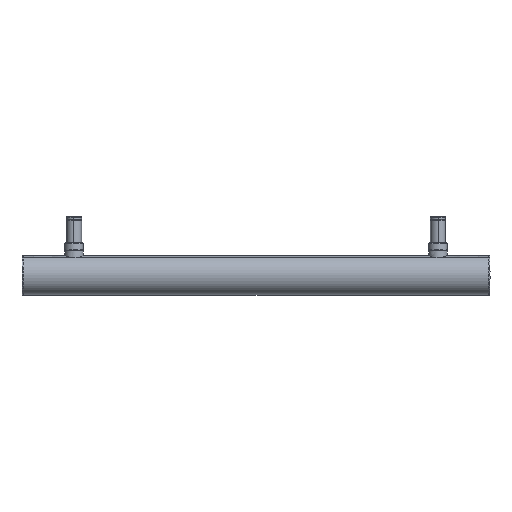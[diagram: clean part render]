
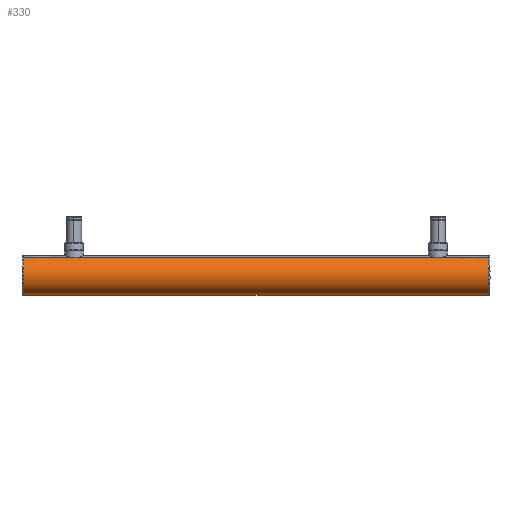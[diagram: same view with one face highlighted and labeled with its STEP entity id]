
A CAD part, front view. The second image highlights one B-rep face of the part: STEP entity #330.
In plain terms, the highlighted free-form (B-spline) face has degree [2, 1] with [11, 2] control points.
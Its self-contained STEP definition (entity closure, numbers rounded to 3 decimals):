
#97=(
BOUNDED_CURVE()
B_SPLINE_CURVE(1,(#3495,#3496),.UNSPECIFIED.,.F.,.F.)
B_SPLINE_CURVE_WITH_KNOTS((2,2),(0.,588.),.UNSPECIFIED.)
CURVE()
GEOMETRIC_REPRESENTATION_ITEM()
RATIONAL_B_SPLINE_CURVE((1.,1.))
REPRESENTATION_ITEM('')
);
#98=(
BOUNDED_CURVE()
B_SPLINE_CURVE(1,(#3497,#3498),.UNSPECIFIED.,.F.,.F.)
B_SPLINE_CURVE_WITH_KNOTS((2,2),(0.,588.),.UNSPECIFIED.)
CURVE()
GEOMETRIC_REPRESENTATION_ITEM()
RATIONAL_B_SPLINE_CURVE((1.,1.))
REPRESENTATION_ITEM('')
);
#113=(
BOUNDED_CURVE()
B_SPLINE_CURVE(2,(#3532,#3533,#3534,#3535,#3536,#3537,#3538,#3539,#3540,
#3541,#3542),.UNSPECIFIED.,.F.,.F.)
B_SPLINE_CURVE_WITH_KNOTS((3,2,2,2,2,3),(261.289,281.049,
300.809,320.569,340.329,366.259),
 .UNSPECIFIED.)
CURVE()
GEOMETRIC_REPRESENTATION_ITEM()
RATIONAL_B_SPLINE_CURVE((1.,0.923,1.,0.923,1.,0.923,
1.,0.923,1.,0.869,1.))
REPRESENTATION_ITEM('')
);
#117=(
BOUNDED_CURVE()
B_SPLINE_CURVE(2,(#3552,#3553,#3554,#3555,#3556,#3557,#3558,#3559,#3560,
#3561,#3562),.UNSPECIFIED.,.F.,.F.)
B_SPLINE_CURVE_WITH_KNOTS((3,2,2,2,2,3),(261.289,281.049,
300.809,320.569,340.329,366.259),
 .UNSPECIFIED.)
CURVE()
GEOMETRIC_REPRESENTATION_ITEM()
RATIONAL_B_SPLINE_CURVE((1.,0.923,1.,0.923,1.,0.923,
1.,0.923,1.,0.869,1.))
REPRESENTATION_ITEM('')
);
#217=(
BOUNDED_SURFACE()
B_SPLINE_SURFACE(2,1,((#2522,#2523),(#2524,#2525),(#2526,#2527),(#2528,
#2529),(#2530,#2531),(#2532,#2533),(#2534,#2535),(#2536,#2537),(#2538,#2539),
(#2540,#2541),(#2542,#2543)),.UNSPECIFIED.,.F.,.F.,.F.)
B_SPLINE_SURFACE_WITH_KNOTS((3,2,2,2,2,3),(2,2),(100.841,120.601,
140.361,160.121,179.881,205.811),(0.,
588.),.UNSPECIFIED.)
GEOMETRIC_REPRESENTATION_ITEM()
RATIONAL_B_SPLINE_SURFACE(((1.,1.),(0.923,0.923),
(1.,1.),(0.923,0.923),(1.,1.),(0.923,
0.923),(1.,1.),(0.923,0.923),(1.,1.),
(0.869,0.869),(1.,1.)))
REPRESENTATION_ITEM('')
SURFACE()
);
#330=ADVANCED_FACE('',(#424),#217,.T.);
#424=FACE_OUTER_BOUND('',#524,.T.);
#524=EDGE_LOOP('',(#802,#803,#804,#805));
#802=ORIENTED_EDGE('',*,*,#1120,.T.);
#803=ORIENTED_EDGE('',*,*,#1104,.T.);
#804=ORIENTED_EDGE('',*,*,#1124,.F.);
#805=ORIENTED_EDGE('',*,*,#1105,.F.);
#1104=EDGE_CURVE('',#1324,#1289,#97,.T.);
#1105=EDGE_CURVE('',#1323,#1330,#98,.T.);
#1120=EDGE_CURVE('',#1323,#1324,#113,.T.);
#1124=EDGE_CURVE('',#1330,#1289,#117,.T.);
#1289=VERTEX_POINT('',#2942);
#1323=VERTEX_POINT('',#2976);
#1324=VERTEX_POINT('',#2977);
#1330=VERTEX_POINT('',#2983);
#2522=CARTESIAN_POINT('',(294.,25.,-24.425));
#2523=CARTESIAN_POINT('',(-294.,25.,-24.425));
#2524=CARTESIAN_POINT('',(294.,25.104,-34.853));
#2525=CARTESIAN_POINT('',(-294.,25.104,-34.853));
#2526=CARTESIAN_POINT('',(294.,17.767,-42.264));
#2527=CARTESIAN_POINT('',(-294.,17.767,-42.264));
#2528=CARTESIAN_POINT('',(294.,10.43,-49.675));
#2529=CARTESIAN_POINT('',(-294.,10.43,-49.675));
#2530=CARTESIAN_POINT('',(294.,0.001,-49.675));
#2531=CARTESIAN_POINT('',(-294.,0.001,-49.675));
#2532=CARTESIAN_POINT('',(294.,-10.427,-49.675));
#2533=CARTESIAN_POINT('',(-294.,-10.427,-49.675));
#2534=CARTESIAN_POINT('',(294.,-17.764,-42.264));
#2535=CARTESIAN_POINT('',(-294.,-17.764,-42.264));
#2536=CARTESIAN_POINT('',(294.,-25.102,-34.853));
#2537=CARTESIAN_POINT('',(-294.,-25.102,-34.853));
#2538=CARTESIAN_POINT('',(294.,-24.997,-24.425));
#2539=CARTESIAN_POINT('',(-294.,-24.997,-24.425));
#2540=CARTESIAN_POINT('',(294.,-24.855,-10.158));
#2541=CARTESIAN_POINT('',(-294.,-24.855,-10.158));
#2542=CARTESIAN_POINT('',(294.,-12.499,-3.024));
#2543=CARTESIAN_POINT('',(-294.,-12.499,-3.024));
#2942=CARTESIAN_POINT('',(-294.,-12.499,-3.024));
#2976=CARTESIAN_POINT('',(294.,25.,-24.425));
#2977=CARTESIAN_POINT('',(294.,-12.499,-3.024));
#2983=CARTESIAN_POINT('',(-294.,25.,-24.425));
#3495=CARTESIAN_POINT('',(294.,-12.499,-3.024));
#3496=CARTESIAN_POINT('',(-294.,-12.499,-3.024));
#3497=CARTESIAN_POINT('',(294.,25.,-24.425));
#3498=CARTESIAN_POINT('',(-294.,25.,-24.425));
#3532=CARTESIAN_POINT('',(294.,25.,-24.425));
#3533=CARTESIAN_POINT('',(294.,25.104,-34.853));
#3534=CARTESIAN_POINT('',(294.,17.767,-42.264));
#3535=CARTESIAN_POINT('',(294.,10.43,-49.675));
#3536=CARTESIAN_POINT('',(294.,0.001,-49.675));
#3537=CARTESIAN_POINT('',(294.,-10.427,-49.675));
#3538=CARTESIAN_POINT('',(294.,-17.764,-42.264));
#3539=CARTESIAN_POINT('',(294.,-25.102,-34.853));
#3540=CARTESIAN_POINT('',(294.,-24.997,-24.425));
#3541=CARTESIAN_POINT('',(294.,-24.855,-10.158));
#3542=CARTESIAN_POINT('',(294.,-12.499,-3.024));
#3552=CARTESIAN_POINT('',(-294.,25.,-24.425));
#3553=CARTESIAN_POINT('',(-294.,25.104,-34.853));
#3554=CARTESIAN_POINT('',(-294.,17.767,-42.264));
#3555=CARTESIAN_POINT('',(-294.,10.43,-49.675));
#3556=CARTESIAN_POINT('',(-294.,0.001,-49.675));
#3557=CARTESIAN_POINT('',(-294.,-10.427,-49.675));
#3558=CARTESIAN_POINT('',(-294.,-17.764,-42.264));
#3559=CARTESIAN_POINT('',(-294.,-25.102,-34.853));
#3560=CARTESIAN_POINT('',(-294.,-24.997,-24.425));
#3561=CARTESIAN_POINT('',(-294.,-24.855,-10.158));
#3562=CARTESIAN_POINT('',(-294.,-12.499,-3.024));
